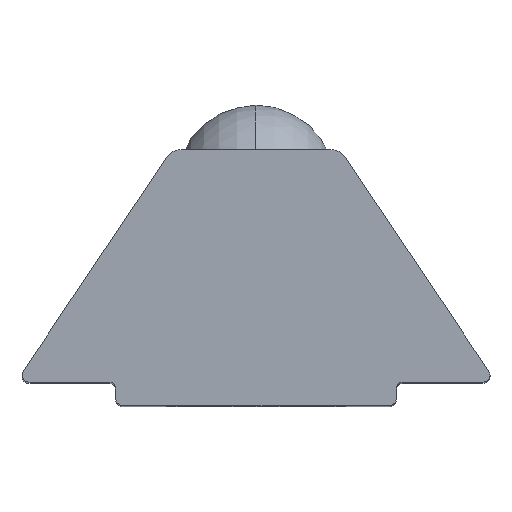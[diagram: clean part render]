
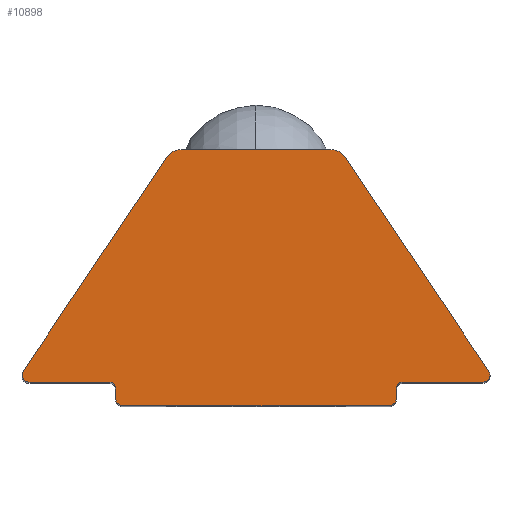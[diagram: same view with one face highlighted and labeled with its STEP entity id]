
A CAD part, top view. The second image highlights one B-rep face of the part: STEP entity #10898.
In plain terms, the highlighted planar face has unit normal (0, 0, 1).
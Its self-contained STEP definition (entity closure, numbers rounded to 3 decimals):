
#50 = EDGE_CURVE ( 'NONE', #7734, #3899, #1708, .T. ) ;
#200 = EDGE_CURVE ( 'NONE', #4414, #5272, #9681, .T. ) ;
#407 = VECTOR ( 'NONE', #5940, 1000. ) ;
#528 = AXIS2_PLACEMENT_3D ( 'NONE', #5305, #6339, #7432 ) ;
#539 = VERTEX_POINT ( 'NONE', #2832 ) ;
#567 = VECTOR ( 'NONE', #11153, 1000. ) ;
#571 = ORIENTED_EDGE ( 'NONE', *, *, #13438, .T. ) ;
#888 = CARTESIAN_POINT ( 'NONE',  ( 4., -3.45, 21.9 ) ) ;
#997 = VERTEX_POINT ( 'NONE', #12154 ) ;
#1031 = ORIENTED_EDGE ( 'NONE', *, *, #10574, .T. ) ;
#1035 = VERTEX_POINT ( 'NONE', #5636 ) ;
#1091 = DIRECTION ( 'NONE',  ( 0., 0., 1. ) ) ;
#1273 = CARTESIAN_POINT ( 'NONE',  ( -6.475, -2.78, 21.9 ) ) ;
#1596 = CARTESIAN_POINT ( 'NONE',  ( -2.133, 3.65, 21.9 ) ) ;
#1708 = CIRCLE ( 'NONE', #9348, 0.5 ) ;
#1710 = ORIENTED_EDGE ( 'NONE', *, *, #4300, .T. ) ;
#1834 = AXIS2_PLACEMENT_3D ( 'NONE', #1273, #3320, #6393 ) ;
#1840 = DIRECTION ( 'NONE',  ( 1., 0., 0. ) ) ;
#1865 = VERTEX_POINT ( 'NONE', #4623 ) ;
#1929 = VECTOR ( 'NONE', #9539, 1000. ) ;
#1947 = VERTEX_POINT ( 'NONE', #11950 ) ;
#2048 = ORIENTED_EDGE ( 'NONE', *, *, #2208, .T. ) ;
#2197 = VECTOR ( 'NONE', #10173, 1000. ) ;
#2208 = EDGE_CURVE ( 'NONE', #5272, #7274, #6917, .T. ) ;
#2262 = CIRCLE ( 'NONE', #1834, 0.2 ) ;
#2306 = ORIENTED_EDGE ( 'NONE', *, *, #50, .T. ) ;
#2414 = ORIENTED_EDGE ( 'NONE', *, *, #8329, .T. ) ;
#2454 = EDGE_CURVE ( 'NONE', #1947, #4414, #2262, .T. ) ;
#2538 = ORIENTED_EDGE ( 'NONE', *, *, #4955, .T. ) ;
#2555 = ORIENTED_EDGE ( 'NONE', *, *, #3210, .T. ) ;
#2741 = CARTESIAN_POINT ( 'NONE',  ( -4., -3.65, 21.9 ) ) ;
#2832 = CARTESIAN_POINT ( 'NONE',  ( 3.8, -3.65, 21.9 ) ) ;
#2859 = DIRECTION ( 'NONE',  ( 0., 0., 1. ) ) ;
#2905 = VERTEX_POINT ( 'NONE', #11606 ) ;
#2980 = EDGE_CURVE ( 'NONE', #7245, #997, #10548, .T. ) ;
#2992 = DIRECTION ( 'NONE',  ( -1., 0., 0. ) ) ;
#3060 = CARTESIAN_POINT ( 'NONE',  ( -3.8, -3.65, 21.9 ) ) ;
#3159 = VECTOR ( 'NONE', #1840, 1000. ) ;
#3210 = EDGE_CURVE ( 'NONE', #8375, #1865, #9006, .T. ) ;
#3267 = DIRECTION ( 'NONE',  ( -1., 0., 0. ) ) ;
#3320 = DIRECTION ( 'NONE',  ( 0., 0., 1. ) ) ;
#3377 = ORIENTED_EDGE ( 'NONE', *, *, #7720, .T. ) ;
#3430 = VECTOR ( 'NONE', #5573, 1000. ) ;
#3496 = VERTEX_POINT ( 'NONE', #3940 ) ;
#3670 = CARTESIAN_POINT ( 'NONE',  ( 2.133, 3.15, 21.9 ) ) ;
#3883 = CARTESIAN_POINT ( 'NONE',  ( -3.8, -3.45, 21.9 ) ) ;
#3899 = VERTEX_POINT ( 'NONE', #8435 ) ;
#3907 = CIRCLE ( 'NONE', #11544, 0.2 ) ;
#3940 = CARTESIAN_POINT ( 'NONE',  ( -4., -3.45, 21.9 ) ) ;
#4300 = EDGE_CURVE ( 'NONE', #12729, #2905, #5483, .T. ) ;
#4310 = EDGE_CURVE ( 'NONE', #10994, #539, #9833, .T. ) ;
#4325 = AXIS2_PLACEMENT_3D ( 'NONE', #11888, #5659, #4497 ) ;
#4414 = VERTEX_POINT ( 'NONE', #8680 ) ;
#4454 = EDGE_CURVE ( 'NONE', #7274, #3496, #9972, .T. ) ;
#4497 = DIRECTION ( 'NONE',  ( -1., 0., 0. ) ) ;
#4558 = DIRECTION ( 'NONE',  ( 0., 0., 1. ) ) ;
#4623 = CARTESIAN_POINT ( 'NONE',  ( 2.133, 3.65, 21.9 ) ) ;
#4955 = EDGE_CURVE ( 'NONE', #539, #13300, #3907, .T. ) ;
#4979 = CARTESIAN_POINT ( 'NONE',  ( 4., -3.18, 21.9 ) ) ;
#5114 = AXIS2_PLACEMENT_3D ( 'NONE', #12360, #10368, #2992 ) ;
#5272 = VERTEX_POINT ( 'NONE', #10637 ) ;
#5305 = CARTESIAN_POINT ( 'NONE',  ( 4.2, -3.18, 21.9 ) ) ;
#5309 = ORIENTED_EDGE ( 'NONE', *, *, #2454, .T. ) ;
#5311 = AXIS2_PLACEMENT_3D ( 'NONE', #7160, #13258, #9083 ) ;
#5319 = CARTESIAN_POINT ( 'NONE',  ( 2.549, 3.429, 21.9 ) ) ;
#5483 = CIRCLE ( 'NONE', #4325, 0.2 ) ;
#5526 = ORIENTED_EDGE ( 'NONE', *, *, #4454, .T. ) ;
#5573 = DIRECTION ( 'NONE',  ( 1., 0., 0. ) ) ;
#5636 = CARTESIAN_POINT ( 'NONE',  ( 6.641, -2.669, 21.9 ) ) ;
#5659 = DIRECTION ( 'NONE',  ( 0., 0., 1. ) ) ;
#5854 = DIRECTION ( 'NONE',  ( 0., 0., 1. ) ) ;
#5940 = DIRECTION ( 'NONE',  ( 0., -1., 0. ) ) ;
#6015 = AXIS2_PLACEMENT_3D ( 'NONE', #6607, #4558, #6480 ) ;
#6247 = ORIENTED_EDGE ( 'NONE', *, *, #4310, .T. ) ;
#6339 = DIRECTION ( 'NONE',  ( 0., 0., -1. ) ) ;
#6393 = DIRECTION ( 'NONE',  ( -1., 0., 0. ) ) ;
#6480 = DIRECTION ( 'NONE',  ( -1., 0., 0. ) ) ;
#6580 = ORIENTED_EDGE ( 'NONE', *, *, #2980, .T. ) ;
#6607 = CARTESIAN_POINT ( 'NONE',  ( 6.475, -2.78, 21.9 ) ) ;
#6683 = DIRECTION ( 'NONE',  ( 1., 0., 0. ) ) ;
#6882 = CIRCLE ( 'NONE', #6015, 0.2 ) ;
#6917 = CIRCLE ( 'NONE', #5311, 0.2 ) ;
#6984 = CARTESIAN_POINT ( 'NONE',  ( 6.85, -2.98, 21.9 ) ) ;
#7160 = CARTESIAN_POINT ( 'NONE',  ( -4.2, -3.18, 21.9 ) ) ;
#7245 = VERTEX_POINT ( 'NONE', #4979 ) ;
#7274 = VERTEX_POINT ( 'NONE', #9166 ) ;
#7304 = CARTESIAN_POINT ( 'NONE',  ( 3.8, -3.45, 21.9 ) ) ;
#7432 = DIRECTION ( 'NONE',  ( -1., 0., 0. ) ) ;
#7627 = DIRECTION ( 'NONE',  ( -1., 0., 0. ) ) ;
#7717 = CARTESIAN_POINT ( 'NONE',  ( -6.85, -3.65, 21.9 ) ) ;
#7720 = EDGE_CURVE ( 'NONE', #13300, #7245, #13012, .T. ) ;
#7734 = VERTEX_POINT ( 'NONE', #1596 ) ;
#7815 = CARTESIAN_POINT ( 'NONE',  ( 4., -3.65, 21.9 ) ) ;
#8059 = CARTESIAN_POINT ( 'NONE',  ( 6.85, -2.98, 21.9 ) ) ;
#8329 = EDGE_CURVE ( 'NONE', #1035, #8375, #10053, .T. ) ;
#8355 = AXIS2_PLACEMENT_3D ( 'NONE', #3670, #5854, #7627 ) ;
#8375 = VERTEX_POINT ( 'NONE', #5319 ) ;
#8435 = CARTESIAN_POINT ( 'NONE',  ( -2.549, 3.429, 21.9 ) ) ;
#8451 = CARTESIAN_POINT ( 'NONE',  ( -2.133, 3.15, 21.9 ) ) ;
#8489 = VECTOR ( 'NONE', #6683, 1000. ) ;
#8680 = CARTESIAN_POINT ( 'NONE',  ( -6.475, -2.98, 21.9 ) ) ;
#8695 = ORIENTED_EDGE ( 'NONE', *, *, #10883, .T. ) ;
#8736 = EDGE_CURVE ( 'NONE', #2905, #1035, #6882, .T. ) ;
#8805 = DIRECTION ( 'NONE',  ( -1., 0., 0. ) ) ;
#8851 = VECTOR ( 'NONE', #11985, 1000. ) ;
#9006 = CIRCLE ( 'NONE', #8355, 0.5 ) ;
#9083 = DIRECTION ( 'NONE',  ( -1., 0., 0. ) ) ;
#9104 = CARTESIAN_POINT ( 'NONE',  ( 6.475, -2.98, 21.9 ) ) ;
#9166 = CARTESIAN_POINT ( 'NONE',  ( -4., -3.18, 21.9 ) ) ;
#9212 = FACE_OUTER_BOUND ( 'NONE', #12258, .T. ) ;
#9348 = AXIS2_PLACEMENT_3D ( 'NONE', #8451, #10684, #12551 ) ;
#9539 = DIRECTION ( 'NONE',  ( -0.557, -0.83, 0. ) ) ;
#9681 = LINE ( 'NONE', #12901, #3430 ) ;
#9833 = LINE ( 'NONE', #7717, #8489 ) ;
#9972 = LINE ( 'NONE', #2741, #407 ) ;
#10053 = LINE ( 'NONE', #6984, #567 ) ;
#10173 = DIRECTION ( 'NONE',  ( -1., 0., 0. ) ) ;
#10368 = DIRECTION ( 'NONE',  ( 0., 0., -1. ) ) ;
#10548 = CIRCLE ( 'NONE', #528, 0.2 ) ;
#10574 = EDGE_CURVE ( 'NONE', #997, #12729, #13260, .T. ) ;
#10637 = CARTESIAN_POINT ( 'NONE',  ( -4.2, -2.98, 21.9 ) ) ;
#10684 = DIRECTION ( 'NONE',  ( 0., 0., 1. ) ) ;
#10760 = CARTESIAN_POINT ( 'NONE',  ( -6.85, -2.98, 21.9 ) ) ;
#10866 = ORIENTED_EDGE ( 'NONE', *, *, #11307, .T. ) ;
#10883 = EDGE_CURVE ( 'NONE', #3496, #10994, #12544, .T. ) ;
#10898 = ADVANCED_FACE ( 'NONE', ( #9212 ), #11328, .F. ) ;
#10994 = VERTEX_POINT ( 'NONE', #3060 ) ;
#11013 = AXIS2_PLACEMENT_3D ( 'NONE', #3883, #2859, #8805 ) ;
#11153 = DIRECTION ( 'NONE',  ( -0.557, 0.83, 0. ) ) ;
#11201 = CARTESIAN_POINT ( 'NONE',  ( -6.85, 3.65, 21.9 ) ) ;
#11306 = ORIENTED_EDGE ( 'NONE', *, *, #200, .T. ) ;
#11307 = EDGE_CURVE ( 'NONE', #3899, #1947, #11529, .T. ) ;
#11328 = PLANE ( 'NONE',  #5114 ) ;
#11529 = LINE ( 'NONE', #10760, #1929 ) ;
#11544 = AXIS2_PLACEMENT_3D ( 'NONE', #7304, #1091, #3267 ) ;
#11606 = CARTESIAN_POINT ( 'NONE',  ( 6.675, -2.78, 21.9 ) ) ;
#11888 = CARTESIAN_POINT ( 'NONE',  ( 6.475, -2.78, 21.9 ) ) ;
#11950 = CARTESIAN_POINT ( 'NONE',  ( -6.641, -2.669, 21.9 ) ) ;
#11985 = DIRECTION ( 'NONE',  ( 0., 1., 0. ) ) ;
#12154 = CARTESIAN_POINT ( 'NONE',  ( 4.2, -2.98, 21.9 ) ) ;
#12233 = ORIENTED_EDGE ( 'NONE', *, *, #8736, .T. ) ;
#12258 = EDGE_LOOP ( 'NONE', ( #2414, #2555, #571, #2306, #10866, #5309, #11306, #2048, #5526, #8695, #6247, #2538, #3377, #6580, #1031, #1710, #12233 ) ) ;
#12360 = CARTESIAN_POINT ( 'NONE',  ( 0., 0., 21.9 ) ) ;
#12369 = LINE ( 'NONE', #11201, #2197 ) ;
#12544 = CIRCLE ( 'NONE', #11013, 0.2 ) ;
#12551 = DIRECTION ( 'NONE',  ( -1., 0., 0. ) ) ;
#12729 = VERTEX_POINT ( 'NONE', #9104 ) ;
#12901 = CARTESIAN_POINT ( 'NONE',  ( -6.85, -2.98, 21.9 ) ) ;
#13012 = LINE ( 'NONE', #7815, #8851 ) ;
#13258 = DIRECTION ( 'NONE',  ( 0., 0., -1. ) ) ;
#13260 = LINE ( 'NONE', #8059, #3159 ) ;
#13300 = VERTEX_POINT ( 'NONE', #888 ) ;
#13438 = EDGE_CURVE ( 'NONE', #1865, #7734, #12369, .T. ) ;
